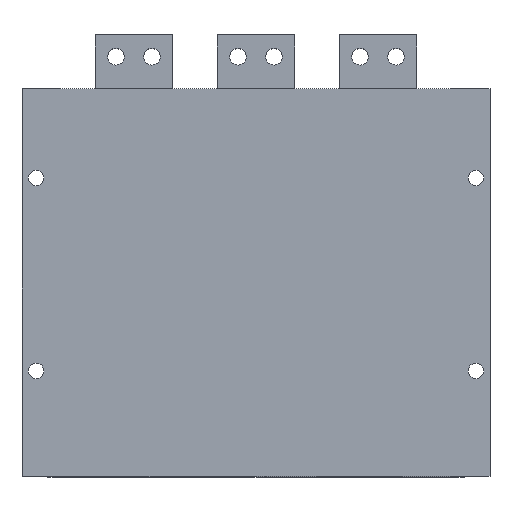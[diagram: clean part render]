
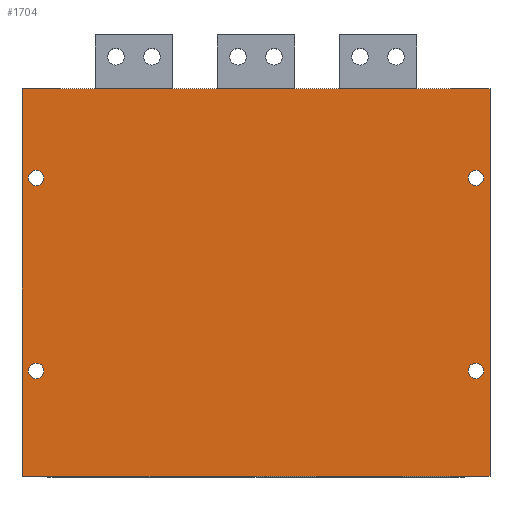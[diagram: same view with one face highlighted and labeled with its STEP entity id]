
A CAD part, top view. The second image highlights one B-rep face of the part: STEP entity #1704.
In plain terms, the highlighted planar face has unit normal (0, 0, 1).
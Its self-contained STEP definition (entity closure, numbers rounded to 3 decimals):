
#1=DIRECTION('',(1.,0.,0.));
#2=VECTOR('',#1,364.);
#3=CARTESIAN_POINT('',(0.,-42.,0.));
#4=LINE('',#3,#2);
#5=CARTESIAN_POINT('',(11.,-261.5,0.));
#6=DIRECTION('',(0.,0.,1.));
#7=DIRECTION('',(-1.,0.,0.));
#8=AXIS2_PLACEMENT_3D('',#5,#6,#7);
#10=CARTESIAN_POINT('',(11.,-261.5,0.));
#11=DIRECTION('',(0.,0.,1.));
#12=DIRECTION('',(1.,0.,0.));
#13=AXIS2_PLACEMENT_3D('',#10,#11,#12);
#15=CARTESIAN_POINT('',(353.,-261.5,0.));
#16=DIRECTION('',(0.,0.,1.));
#17=DIRECTION('',(-1.,0.,0.));
#18=AXIS2_PLACEMENT_3D('',#15,#16,#17);
#20=CARTESIAN_POINT('',(353.,-261.5,0.));
#21=DIRECTION('',(0.,0.,1.));
#22=DIRECTION('',(1.,0.,0.));
#23=AXIS2_PLACEMENT_3D('',#20,#21,#22);
#25=CARTESIAN_POINT('',(353.,-111.5,0.));
#26=DIRECTION('',(0.,0.,1.));
#27=DIRECTION('',(-1.,0.,0.));
#28=AXIS2_PLACEMENT_3D('',#25,#26,#27);
#30=CARTESIAN_POINT('',(353.,-111.5,0.));
#31=DIRECTION('',(0.,0.,1.));
#32=DIRECTION('',(1.,0.,0.));
#33=AXIS2_PLACEMENT_3D('',#30,#31,#32);
#35=CARTESIAN_POINT('',(11.,-111.5,0.));
#36=DIRECTION('',(0.,0.,1.));
#37=DIRECTION('',(-1.,0.,0.));
#38=AXIS2_PLACEMENT_3D('',#35,#36,#37);
#40=CARTESIAN_POINT('',(11.,-111.5,0.));
#41=DIRECTION('',(0.,0.,1.));
#42=DIRECTION('',(1.,0.,0.));
#43=AXIS2_PLACEMENT_3D('',#40,#41,#42);
#861=DIRECTION('',(1.,0.,0.));
#862=VECTOR('',#861,364.);
#863=CARTESIAN_POINT('',(0.,-343.5,0.));
#864=LINE('',#863,#862);
#1129=DIRECTION('',(0.,-1.,0.));
#1130=VECTOR('',#1129,301.5);
#1131=CARTESIAN_POINT('',(0.,-42.,0.));
#1132=LINE('',#1131,#1130);
#1181=DIRECTION('',(0.,-1.,0.));
#1182=VECTOR('',#1181,301.5);
#1183=CARTESIAN_POINT('',(364.,-42.,0.));
#1184=LINE('',#1183,#1182);
#1265=CARTESIAN_POINT('',(0.,-343.5,0.));
#1266=CARTESIAN_POINT('',(364.,-343.5,0.));
#1267=VERTEX_POINT('',#1265);
#1268=VERTEX_POINT('',#1266);
#1269=CARTESIAN_POINT('',(0.,-42.,0.));
#1270=CARTESIAN_POINT('',(364.,-42.,0.));
#1271=VERTEX_POINT('',#1269);
#1272=VERTEX_POINT('',#1270);
#1465=CARTESIAN_POINT('',(5.,-261.5,0.));
#1466=CARTESIAN_POINT('',(17.,-261.5,0.));
#1467=VERTEX_POINT('',#1465);
#1468=VERTEX_POINT('',#1466);
#1469=CARTESIAN_POINT('',(347.,-261.5,0.));
#1470=CARTESIAN_POINT('',(359.,-261.5,0.));
#1471=VERTEX_POINT('',#1469);
#1472=VERTEX_POINT('',#1470);
#1473=CARTESIAN_POINT('',(347.,-111.5,0.));
#1474=CARTESIAN_POINT('',(359.,-111.5,0.));
#1475=VERTEX_POINT('',#1473);
#1476=VERTEX_POINT('',#1474);
#1477=CARTESIAN_POINT('',(5.,-111.5,0.));
#1478=CARTESIAN_POINT('',(17.,-111.5,0.));
#1479=VERTEX_POINT('',#1477);
#1480=VERTEX_POINT('',#1478);
#1665=CARTESIAN_POINT('',(0.,0.,0.));
#1666=DIRECTION('',(0.,0.,1.));
#1667=DIRECTION('',(0.,-1.,0.));
#1668=AXIS2_PLACEMENT_3D('',#1665,#1666,#1667);
#1669=PLANE('',#1668);
#1671=ORIENTED_EDGE('',*,*,#1670,.T.);
#1673=ORIENTED_EDGE('',*,*,#1672,.T.);
#1675=ORIENTED_EDGE('',*,*,#1674,.F.);
#1677=ORIENTED_EDGE('',*,*,#1676,.F.);
#1678=EDGE_LOOP('',(#1671,#1673,#1675,#1677));
#1679=FACE_OUTER_BOUND('',#1678,.F.);
#1681=ORIENTED_EDGE('',*,*,#1680,.T.);
#1683=ORIENTED_EDGE('',*,*,#1682,.T.);
#1684=EDGE_LOOP('',(#1681,#1683));
#1685=FACE_BOUND('',#1684,.F.);
#1687=ORIENTED_EDGE('',*,*,#1686,.T.);
#1689=ORIENTED_EDGE('',*,*,#1688,.T.);
#1690=EDGE_LOOP('',(#1687,#1689));
#1691=FACE_BOUND('',#1690,.F.);
#1693=ORIENTED_EDGE('',*,*,#1692,.T.);
#1695=ORIENTED_EDGE('',*,*,#1694,.T.);
#1696=EDGE_LOOP('',(#1693,#1695));
#1697=FACE_BOUND('',#1696,.F.);
#1699=ORIENTED_EDGE('',*,*,#1698,.T.);
#1701=ORIENTED_EDGE('',*,*,#1700,.T.);
#1702=EDGE_LOOP('',(#1699,#1701));
#1703=FACE_BOUND('',#1702,.F.);
#1704=ADVANCED_FACE('',(#1679,#1685,#1691,#1697,#1703),#1669,.T.);
#9=CIRCLE('',#8,6.);
#14=CIRCLE('',#13,6.);
#19=CIRCLE('',#18,6.);
#24=CIRCLE('',#23,6.);
#29=CIRCLE('',#28,6.);
#34=CIRCLE('',#33,6.);
#39=CIRCLE('',#38,6.);
#44=CIRCLE('',#43,6.);
#1670=EDGE_CURVE('',#1271,#1272,#4,.T.);
#1672=EDGE_CURVE('',#1272,#1268,#1184,.T.);
#1674=EDGE_CURVE('',#1267,#1268,#864,.T.);
#1676=EDGE_CURVE('',#1271,#1267,#1132,.T.);
#1680=EDGE_CURVE('',#1467,#1468,#9,.T.);
#1682=EDGE_CURVE('',#1468,#1467,#14,.T.);
#1686=EDGE_CURVE('',#1471,#1472,#19,.T.);
#1688=EDGE_CURVE('',#1472,#1471,#24,.T.);
#1692=EDGE_CURVE('',#1475,#1476,#29,.T.);
#1694=EDGE_CURVE('',#1476,#1475,#34,.T.);
#1698=EDGE_CURVE('',#1479,#1480,#39,.T.);
#1700=EDGE_CURVE('',#1480,#1479,#44,.T.);
